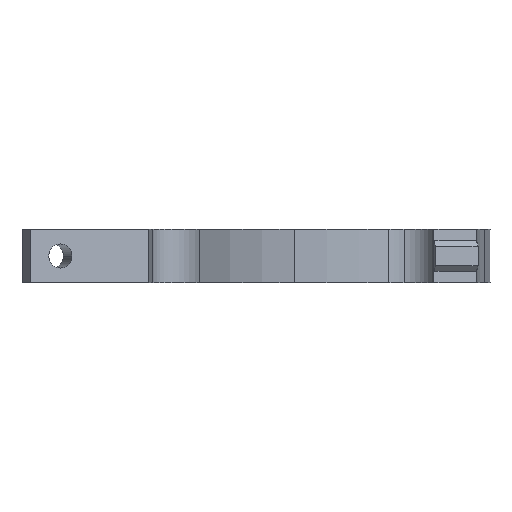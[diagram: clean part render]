
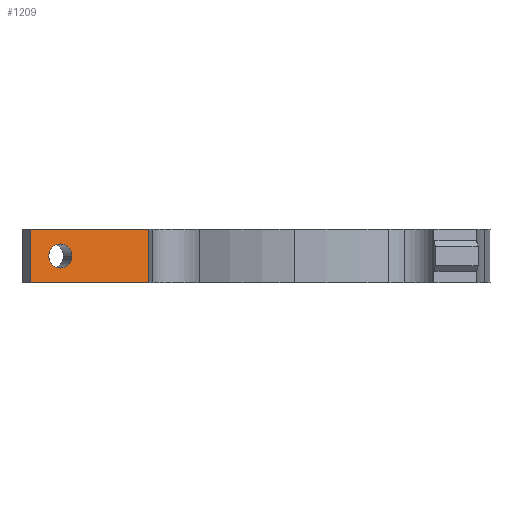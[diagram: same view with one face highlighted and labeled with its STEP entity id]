
A CAD part, left-side view. The second image highlights one B-rep face of the part: STEP entity #1209.
In plain terms, the highlighted planar face has unit normal (-0.963, -0.269, 0).
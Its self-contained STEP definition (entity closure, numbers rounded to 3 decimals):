
#40 = ORIENTED_EDGE ( 'NONE', *, *, #393, .T. ) ;
#113 = LINE ( 'NONE', #985, #368 ) ;
#194 = VECTOR ( 'NONE', #1191, 1000. ) ;
#198 = AXIS2_PLACEMENT_3D ( 'NONE', #816, #1644, #1217 ) ;
#247 = VERTEX_POINT ( 'NONE', #509 ) ;
#348 = CARTESIAN_POINT ( 'NONE',  ( -56.424, 49.379, 0. ) ) ;
#358 = EDGE_CURVE ( 'NONE', #1079, #1165, #1252, .T. ) ;
#362 = EDGE_CURVE ( 'NONE', #594, #1433, #914, .T. ) ;
#368 = VECTOR ( 'NONE', #945, 1000. ) ;
#388 = EDGE_CURVE ( 'NONE', #247, #1079, #973, .T. ) ;
#393 = EDGE_CURVE ( 'NONE', #247, #575, #113, .T. ) ;
#405 = AXIS2_PLACEMENT_3D ( 'NONE', #439, #844, #730 ) ;
#439 = CARTESIAN_POINT ( 'NONE',  ( -54.865, 43.8, 5. ) ) ;
#494 = CARTESIAN_POINT ( 'NONE',  ( -50.236, 27.232, 0. ) ) ;
#509 = CARTESIAN_POINT ( 'NONE',  ( -56.424, 49.379, 10. ) ) ;
#524 = CARTESIAN_POINT ( 'NONE',  ( -50.236, 27.232, 0. ) ) ;
#560 = EDGE_CURVE ( 'NONE', #1433, #594, #918, .T. ) ;
#575 = VERTEX_POINT ( 'NONE', #348 ) ;
#594 = VERTEX_POINT ( 'NONE', #1406 ) ;
#624 = AXIS2_PLACEMENT_3D ( 'NONE', #987, #1674, #1543 ) ;
#632 = LINE ( 'NONE', #494, #194 ) ;
#683 = DIRECTION ( 'NONE',  ( 0., 0., -1. ) ) ;
#730 = DIRECTION ( 'NONE',  ( -0.269, 0.963, 0. ) ) ;
#816 = CARTESIAN_POINT ( 'NONE',  ( -54.865, 43.8, 5. ) ) ;
#834 = VECTOR ( 'NONE', #683, 1000. ) ;
#844 = DIRECTION ( 'NONE',  ( -0.963, -0.269, 0. ) ) ;
#855 = PLANE ( 'NONE',  #624 ) ;
#860 = ORIENTED_EDGE ( 'NONE', *, *, #358, .F. ) ;
#914 = CIRCLE ( 'NONE', #198, 2.25 ) ;
#918 = CIRCLE ( 'NONE', #405, 2.25 ) ;
#945 = DIRECTION ( 'NONE',  ( 0., 0., -1. ) ) ;
#973 = LINE ( 'NONE', #1353, #1158 ) ;
#985 = CARTESIAN_POINT ( 'NONE',  ( -56.424, 49.379, 10. ) ) ;
#987 = CARTESIAN_POINT ( 'NONE',  ( -50.236, 27.232, 10. ) ) ;
#1049 = ORIENTED_EDGE ( 'NONE', *, *, #362, .F. ) ;
#1079 = VERTEX_POINT ( 'NONE', #1603 ) ;
#1080 = CARTESIAN_POINT ( 'NONE',  ( -50.236, 27.232, 10. ) ) ;
#1089 = EDGE_CURVE ( 'NONE', #575, #1165, #632, .T. ) ;
#1104 = FACE_OUTER_BOUND ( 'NONE', #1427, .T. ) ;
#1116 = DIRECTION ( 'NONE',  ( 0.269, -0.963, 0. ) ) ;
#1158 = VECTOR ( 'NONE', #1116, 1000. ) ;
#1165 = VERTEX_POINT ( 'NONE', #524 ) ;
#1171 = ORIENTED_EDGE ( 'NONE', *, *, #388, .F. ) ;
#1191 = DIRECTION ( 'NONE',  ( 0.269, -0.963, 0. ) ) ;
#1209 = ADVANCED_FACE ( 'NONE', ( #1255, #1104 ), #855, .F. ) ;
#1217 = DIRECTION ( 'NONE',  ( -0.269, 0.963, 0. ) ) ;
#1252 = LINE ( 'NONE', #1080, #834 ) ;
#1255 = FACE_BOUND ( 'NONE', #1284, .T. ) ;
#1284 = EDGE_LOOP ( 'NONE', ( #1428, #1049 ) ) ;
#1353 = CARTESIAN_POINT ( 'NONE',  ( -52.656, 35.896, 10. ) ) ;
#1406 = CARTESIAN_POINT ( 'NONE',  ( -54.26, 41.633, 5. ) ) ;
#1427 = EDGE_LOOP ( 'NONE', ( #1656, #860, #1171, #40 ) ) ;
#1428 = ORIENTED_EDGE ( 'NONE', *, *, #560, .F. ) ;
#1433 = VERTEX_POINT ( 'NONE', #1630 ) ;
#1543 = DIRECTION ( 'NONE',  ( -0.269, 0.963, 0. ) ) ;
#1603 = CARTESIAN_POINT ( 'NONE',  ( -50.236, 27.232, 10. ) ) ;
#1630 = CARTESIAN_POINT ( 'NONE',  ( -55.471, 45.967, 5. ) ) ;
#1644 = DIRECTION ( 'NONE',  ( -0.963, -0.269, 0. ) ) ;
#1656 = ORIENTED_EDGE ( 'NONE', *, *, #1089, .T. ) ;
#1674 = DIRECTION ( 'NONE',  ( 0.963, 0.269, 0. ) ) ;
